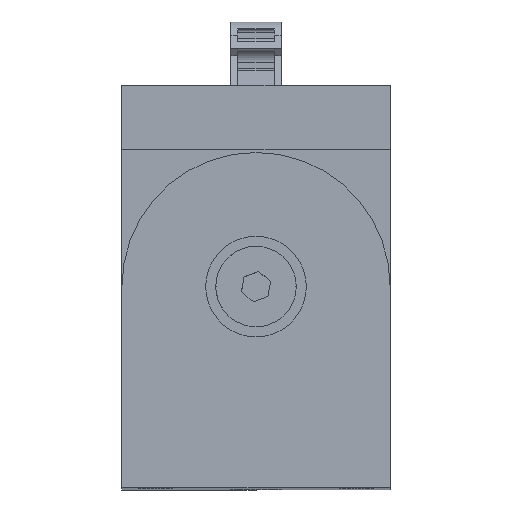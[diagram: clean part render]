
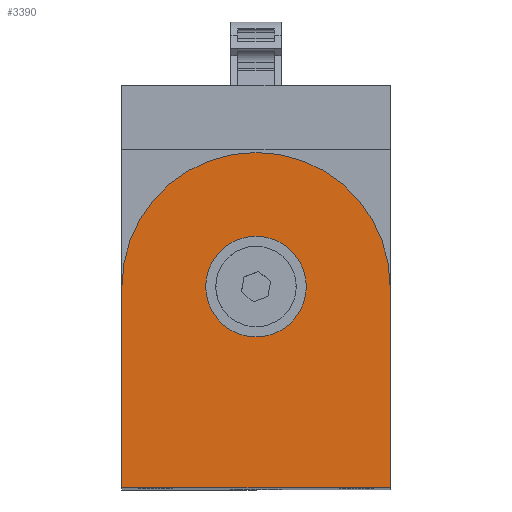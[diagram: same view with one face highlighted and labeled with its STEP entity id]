
A CAD part, front view. The second image highlights one B-rep face of the part: STEP entity #3390.
In plain terms, the highlighted face is planar.
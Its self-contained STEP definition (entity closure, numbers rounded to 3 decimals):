
#1420=CARTESIAN_POINT('',(-0.09,-20.039,20.17));
#1430=VERTEX_POINT('',#1420);
#1460=CARTESIAN_POINT('',(49.9,-20.911,
19.734));
#1470=DIRECTION('',(-1.,0.017,
0.009));
#1480=VECTOR('',#1470,1.);
#1490=LINE('',#1460,#1480);
#1500=CARTESIAN_POINT('',(29.904,-20.562,
19.908));
#1510=VERTEX_POINT('',#1500);
#1520=EDGE_CURVE('',#1510,#1430,#1490,.T.);
#1780=CARTESIAN_POINT('',(30.253,-0.565,
19.905));
#1790=DIRECTION('',(-0.009,0.,
-1.));
#1800=DIRECTION('',(0.017,1.,
0.));
#1810=AXIS2_PLACEMENT_3D('',#1780,#1790,#1800);
#1820=CIRCLE('',#1810,20.);
#1830=CARTESIAN_POINT('',(50.25,-0.914,
19.731));
#1840=VERTEX_POINT('',#1830);
#1850=EDGE_CURVE('',#1840,#1510,#1820,.T.);
#2010=CARTESIAN_POINT('',(30.253,-0.565,
19.905));
#2020=DIRECTION('',(-0.009,0.,
-1.));
#2030=DIRECTION('',(0.017,1.,
0.));
#2040=AXIS2_PLACEMENT_3D('',#2010,#2020,#2030);
#2050=CIRCLE('',#2040,20.);
#2060=CARTESIAN_POINT('',(30.602,19.432,
19.902));
#2070=VERTEX_POINT('',#2060);
#2080=EDGE_CURVE('',#2070,#1840,#2050,.T.);
#2340=CARTESIAN_POINT('',(50.599,19.083,
19.728));
#2350=DIRECTION('',(-1.,0.017,
0.009));
#2360=VECTOR('',#2350,1.);
#2370=LINE('',#2340,#2360);
#2380=CARTESIAN_POINT('',(0.608,19.955,
20.164));
#2390=VERTEX_POINT('',#2380);
#2400=EDGE_CURVE('',#2070,#2390,#2370,.T.);
#3070=CARTESIAN_POINT('',(0.41,-20.047,
20.166));
#3080=DIRECTION('',(-0.009,0.,
-1.));
#3090=DIRECTION('',(-1.,0.017,
0.009));
#3100=AXIS2_PLACEMENT_3D('',#3070,#3080,#3090);
#3110=PLANE('',#3100);
#3120=CARTESIAN_POINT('',(30.253,-0.565,
19.905));
#3130=DIRECTION('',(0.009,0.,
1.));
#3140=DIRECTION('',(-0.017,-1.,
0.));
#3150=AXIS2_PLACEMENT_3D('',#3120,#3130,#3140);
#3160=CIRCLE('',#3150,7.5);
#3170=CARTESIAN_POINT('',(30.122,-8.064,
19.906));
#3180=VERTEX_POINT('',#3170);
#3190=CARTESIAN_POINT('',(30.384,6.934,
19.904));
#3200=VERTEX_POINT('',#3190);
#3210=EDGE_CURVE('',#3180,#3200,#3160,.T.);
#3220=ORIENTED_EDGE('',*,*,#3210,.F.);
#3230=EDGE_CURVE('',#3200,#3180,#3160,.T.);
#3240=ORIENTED_EDGE('',*,*,#3230,.F.);
#3250=EDGE_LOOP('',(#3240,#3220));
#3260=FACE_BOUND('',#3250,.T.);
#3270=ORIENTED_EDGE('',*,*,#1520,.F.);
#3280=CARTESIAN_POINT('',(0.261,0.052,
20.167));
#3290=DIRECTION('',(-0.017,-1.,
0.));
#3300=VECTOR('',#3290,1.);
#3310=LINE('',#3280,#3300);
#3320=EDGE_CURVE('',#2390,#1430,#3310,.T.);
#3330=ORIENTED_EDGE('',*,*,#3320,.T.);
#3340=ORIENTED_EDGE('',*,*,#2400,.T.);
#3350=ORIENTED_EDGE('',*,*,#2080,.F.);
#3360=ORIENTED_EDGE('',*,*,#1850,.F.);
#3370=EDGE_LOOP('',(#3360,#3350,#3340,#3330,#3270));
#3380=FACE_OUTER_BOUND('',#3370,.T.);
#3390=ADVANCED_FACE('',(#3260,#3380),#3110,.F.);
